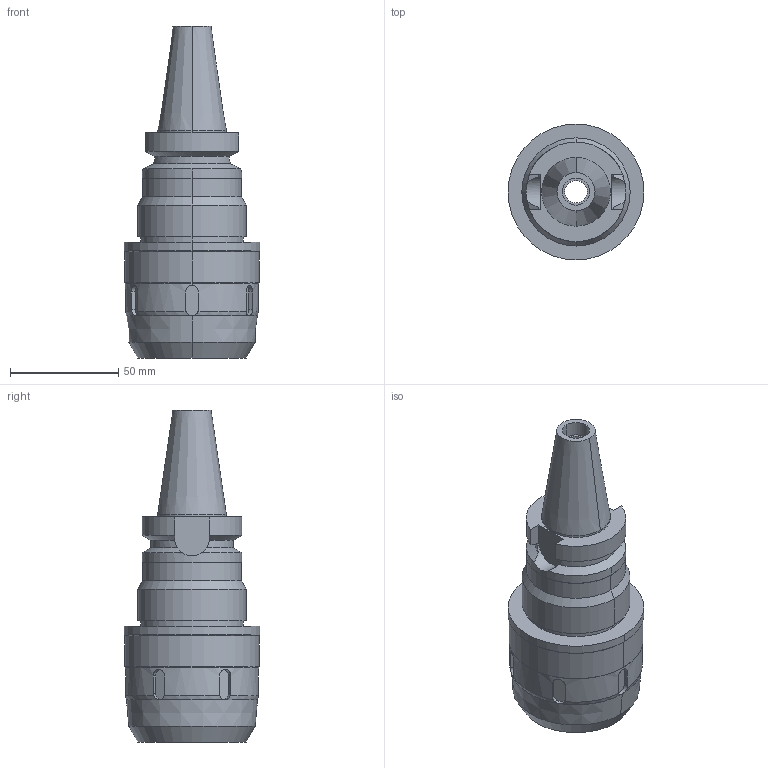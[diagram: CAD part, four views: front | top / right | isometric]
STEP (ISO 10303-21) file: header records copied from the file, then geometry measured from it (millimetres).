
FILE_DESCRIPTION((''),'2;1');
FILE_NAME('BBT30-HMC32S-105','2018-06-14T',('ykawabe'),(''),'CREO PARAMETRIC BY PTC INC, 2016380','CREO PARAMETRIC BY PTC INC, 2016380','');
FILE_SCHEMA(('AUTOMOTIVE_DESIGN { 1 0 10303 214 1 1 1 1 }'));
Length unit declared in the file: millimetre
Products named in the file (1): BBT30-HMC32S-105
Bounding box: 62.8 x 62.8 x 153.4 mm (x, y, z)
Volume: 183232.5 mm3; surface area: 38591.5 mm2
Topology: 1 solids, 1 shells, 101 faces, 277 edges, 187 vertices
Faces by surface type: cylinder 48, plane 35, cone 18
Entity records: 4413 total; most frequent: CARTESIAN_POINT 852, DIRECTION 554, ORIENTED_EDGE 554, PRESENTATION_STYLE_ASSIGNMENT 282, STYLED_ITEM 282, CURVE_STYLE 281, EDGE_CURVE 277, AXIS2_PLACEMENT_3D 222
